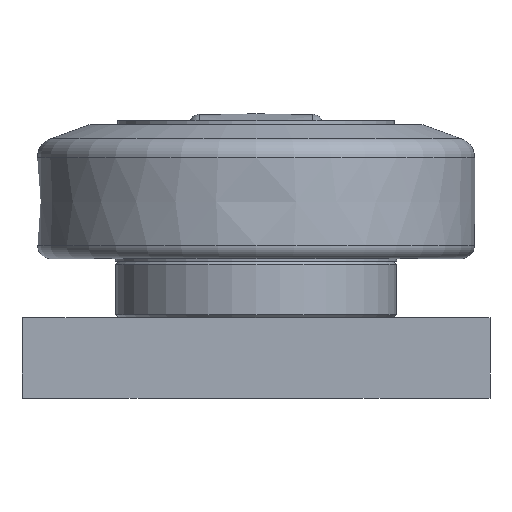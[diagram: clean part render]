
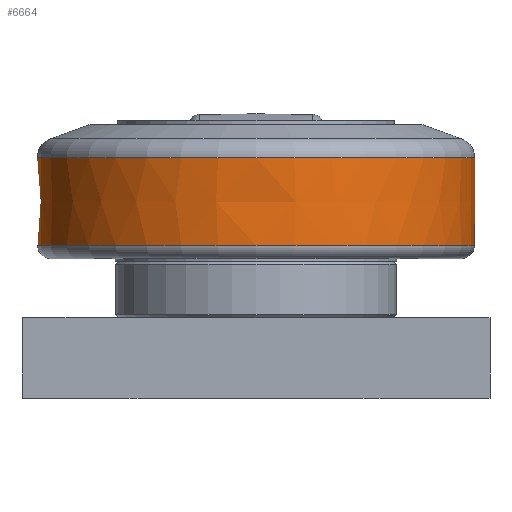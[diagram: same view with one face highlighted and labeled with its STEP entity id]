
A CAD part, front view. The second image highlights one B-rep face of the part: STEP entity #6664.
In plain terms, the highlighted free-form (B-spline) face has degree [2, 2] with [3, 9] control points.
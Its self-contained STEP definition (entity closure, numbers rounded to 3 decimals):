
#29=(
BOUNDED_SURFACE()
B_SPLINE_SURFACE(2,2,((#11499,#11500,#11501,#11502,#11503,#11504,#11505,
#11506,#11507),(#11508,#11509,#11510,#11511,#11512,#11513,#11514,#11515,
#11516),(#11517,#11518,#11519,#11520,#11521,#11522,#11523,#11524,#11525)),
 .UNSPECIFIED.,.F.,.T.,.F.)
B_SPLINE_SURFACE_WITH_KNOTS((3,3),(3,2,2,2,3),(-0.016,0.01),
(-3.142,-1.571,0.,1.571,3.142),
 .UNSPECIFIED.)
GEOMETRIC_REPRESENTATION_ITEM()
RATIONAL_B_SPLINE_SURFACE(((1.,0.707,1.,0.707,1.,
0.707,1.,0.707,1.),(1.,0.707,
1.,0.707,1.,0.707,
1.,0.707,1.),(1.,0.707,
1.,0.707,1.,0.707,1.,0.707,1.)))
REPRESENTATION_ITEM('')
SURFACE()
);
#401=FACE_OUTER_BOUND('',#795,.T.);
#795=EDGE_LOOP('',(#4823,#4824,#4825,#4826,#4827,#4828));
#1309=CIRCLE('',#7239,32.685);
#1311=CIRCLE('',#7241,32.685);
#1315=CIRCLE('',#7246,32.724);
#1316=CIRCLE('',#7247,32.724);
#1317=CIRCLE('',#7248,500.);
#2805=VERTEX_POINT('',#11486);
#2806=VERTEX_POINT('',#11487);
#2810=VERTEX_POINT('',#11526);
#2811=VERTEX_POINT('',#11527);
#3510=EDGE_CURVE('',#2805,#2806,#1309,.T.);
#3512=EDGE_CURVE('',#2806,#2805,#1311,.T.);
#3517=EDGE_CURVE('',#2810,#2811,#1315,.T.);
#3518=EDGE_CURVE('',#2811,#2810,#1316,.T.);
#3519=EDGE_CURVE('',#2811,#2806,#1317,.T.);
#4823=ORIENTED_EDGE('',*,*,#3517,.F.);
#4824=ORIENTED_EDGE('',*,*,#3518,.F.);
#4825=ORIENTED_EDGE('',*,*,#3519,.T.);
#4826=ORIENTED_EDGE('',*,*,#3510,.F.);
#4827=ORIENTED_EDGE('',*,*,#3512,.F.);
#4828=ORIENTED_EDGE('',*,*,#3519,.F.);
#6664=ADVANCED_FACE('',(#401),#29,.F.);
#7239=AXIS2_PLACEMENT_3D('',#11488,#8715,#8716);
#7241=AXIS2_PLACEMENT_3D('',#11490,#8719,#8720);
#7246=AXIS2_PLACEMENT_3D('',#11528,#8730,#8731);
#7247=AXIS2_PLACEMENT_3D('',#11529,#8732,#8733);
#7248=AXIS2_PLACEMENT_3D('',#11530,#8734,#8735);
#8715=DIRECTION('center_axis',(0.,0.,-1.));
#8716=DIRECTION('ref_axis',(0.,1.,0.));
#8719=DIRECTION('center_axis',(0.,0.,-1.));
#8720=DIRECTION('ref_axis',(0.,1.,0.));
#8730=DIRECTION('center_axis',(0.,0.,1.));
#8731=DIRECTION('ref_axis',(0.,1.,0.));
#8732=DIRECTION('center_axis',(0.,0.,1.));
#8733=DIRECTION('ref_axis',(0.,1.,0.));
#8734=DIRECTION('center_axis',(0.,1.,0.));
#8735=DIRECTION('ref_axis',(1.,0.,0.));
#11486=CARTESIAN_POINT('',(-3.096,-50.494,2.818));
#11487=CARTESIAN_POINT('',(29.59,-17.809,2.818));
#11488=CARTESIAN_POINT('Origin',(-3.096,-17.809,2.818));
#11490=CARTESIAN_POINT('Origin',(-3.096,-17.809,2.818));
#11499=CARTESIAN_POINT('Ctrl Pts',(29.59,-17.809,2.818));
#11500=CARTESIAN_POINT('Ctrl Pts',(29.59,14.877,2.818));
#11501=CARTESIAN_POINT('Ctrl Pts',(-3.096,14.877,2.818));
#11502=CARTESIAN_POINT('Ctrl Pts',(-35.781,14.877,2.818));
#11503=CARTESIAN_POINT('Ctrl Pts',(-35.781,-17.809,2.818));
#11504=CARTESIAN_POINT('Ctrl Pts',(-35.781,-50.494,2.818));
#11505=CARTESIAN_POINT('Ctrl Pts',(-3.096,-50.494,
2.818));
#11506=CARTESIAN_POINT('Ctrl Pts',(29.59,-50.494,2.818));
#11507=CARTESIAN_POINT('Ctrl Pts',(29.59,-17.809,2.818));
#11508=CARTESIAN_POINT('Ctrl Pts',(29.696,-17.809,9.393));
#11509=CARTESIAN_POINT('Ctrl Pts',(29.696,14.982,9.393));
#11510=CARTESIAN_POINT('Ctrl Pts',(-3.096,14.982,9.393));
#11511=CARTESIAN_POINT('Ctrl Pts',(-35.887,14.982,9.393));
#11512=CARTESIAN_POINT('Ctrl Pts',(-35.887,-17.809,
9.393));
#11513=CARTESIAN_POINT('Ctrl Pts',(-35.887,-50.6,
9.393));
#11514=CARTESIAN_POINT('Ctrl Pts',(-3.096,-50.6,
9.393));
#11515=CARTESIAN_POINT('Ctrl Pts',(29.696,-50.6,9.393));
#11516=CARTESIAN_POINT('Ctrl Pts',(29.696,-17.809,9.393));
#11517=CARTESIAN_POINT('Ctrl Pts',(29.628,-17.809,15.969));
#11518=CARTESIAN_POINT('Ctrl Pts',(29.628,14.915,15.969));
#11519=CARTESIAN_POINT('Ctrl Pts',(-3.096,14.915,15.969));
#11520=CARTESIAN_POINT('Ctrl Pts',(-35.819,14.915,15.969));
#11521=CARTESIAN_POINT('Ctrl Pts',(-35.819,-17.809,
15.969));
#11522=CARTESIAN_POINT('Ctrl Pts',(-35.819,-50.533,
15.969));
#11523=CARTESIAN_POINT('Ctrl Pts',(-3.096,-50.533,
15.969));
#11524=CARTESIAN_POINT('Ctrl Pts',(29.628,-50.533,15.969));
#11525=CARTESIAN_POINT('Ctrl Pts',(29.628,-17.809,15.969));
#11526=CARTESIAN_POINT('',(-3.096,-50.533,15.969));
#11527=CARTESIAN_POINT('',(29.628,-17.809,15.969));
#11528=CARTESIAN_POINT('Origin',(-3.096,-17.809,15.969));
#11529=CARTESIAN_POINT('Origin',(-3.096,-17.809,15.969));
#11530=CARTESIAN_POINT('Origin',(-470.346,-17.809,10.85));
